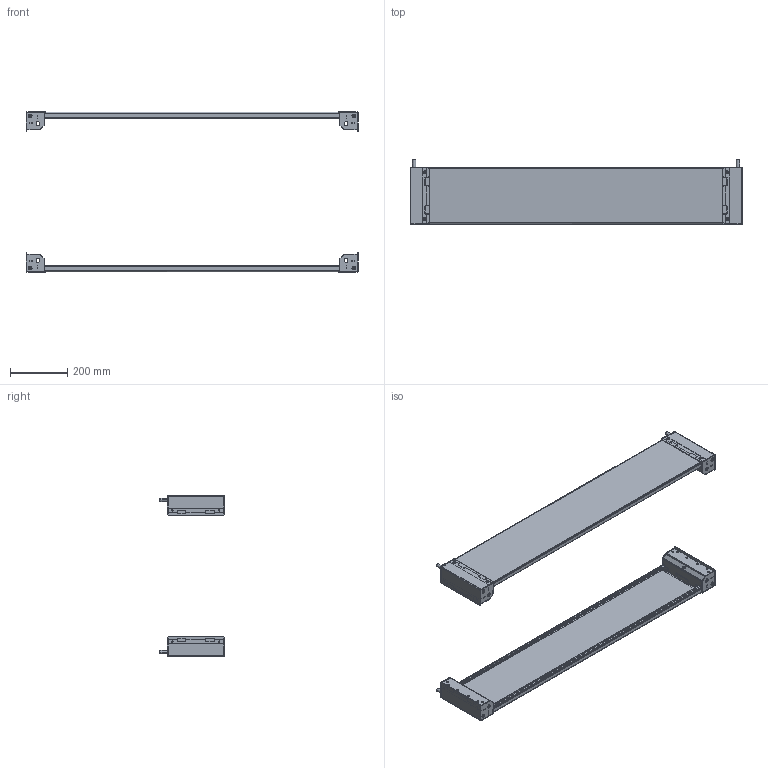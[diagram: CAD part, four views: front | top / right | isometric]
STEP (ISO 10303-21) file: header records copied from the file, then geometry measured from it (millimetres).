
FILE_DESCRIPTION (( 'STEP AP203' ), '1' );
FILE_NAME ('UR13631210012 Ýëåìåíòû ïåðåäíèé è çàäíèé öîêîëÿ 200ìì RS52 120.00 RAL7021 (2øò) (000.136.071-05).STEP', '2022-04-14T05:46:25', ( '' ), ( '' ), 'SwSTEP 2.0', 'SolidWorks 2017', '' );
FILE_SCHEMA (( 'CONFIG_CONTROL_DESIGN' ));
Length unit declared in the file: millimetre
Products named in the file (11): 嵑殧趌11371_12; 008-463 Ñòåíêà ïðîôèëüíàÿ; 嵑殧趌6402_12; 070-70 Ïàíåëü öîêîëÿ_05 (00.120); Âèíò DIN 7500 M TORX_Œ5å16 (çñà­ë©); UR13631210012 Ýëåìåíòû ïåðåäíèé è çàäíèé öîêîëÿ 200ìì RS52 120.00 RAL7021 (2øò) (000.136.071-05); 024-451 Êðûøêà; Âèíò DIN 7500 C TORX_Œ5å12; 000.137.048 Ñîåäèíèòåëü óãëîâîé; Âèíò DIN 912_Œ12å35; 024-446 砑僔蠂縺
Assembly tree (41 placements, depth 3):
  UR13631210012 Ýëåìåíòû ïåðåäíèé è çàäíèé öîêîëÿ 200ìì RS52 120.00 RAL7021 (2øò) (000.136.071-05)
    000.137.048 Ñîåäèíèòåëü óãëîâîé  x4
      008-463 Ñòåíêà ïðîôèëüíàÿ
      024-446 砑僔蠂縺
    070-70 Ïàíåëü öîêîëÿ_05 (00.120)  x2
    Âèíò DIN 7500 C TORX_Œ5å12  x8
    024-451 Êðûøêà  x4
    Âèíò DIN 7500 M TORX_Œ5å16 (çñà­ë©)  x8
    嵑殧趌11371_12  x4
    嵑殧趌6402_12  x4
    Âèíò DIN 912_Œ12å35  x4
Bounding box: 1162.2 x 226.5 x 563.8 mm (x, y, z)
Volume: 1606005.5 mm3; surface area: 1684150.1 mm2
Topology: 46 solids, 46 shells, 3080 faces, 8384 edges, 5380 vertices
Faces by surface type: plane 1616, cylinder 1288, cone 96, torus 48, bspline 16, sphere 16
Entity records: 34624 total; most frequent: CARTESIAN_POINT 6063, DIRECTION 5468, ORIENTED_EDGE 5442, EDGE_CURVE 2721, VECTOR 1904, LINE 1904, AXIS2_PLACEMENT_3D 1782, VERTEX_POINT 1755
